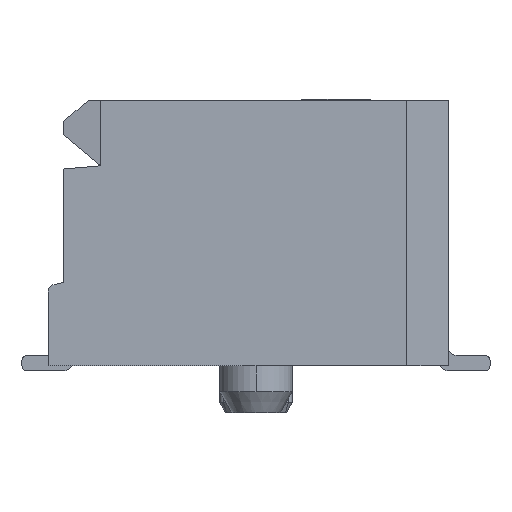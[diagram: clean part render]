
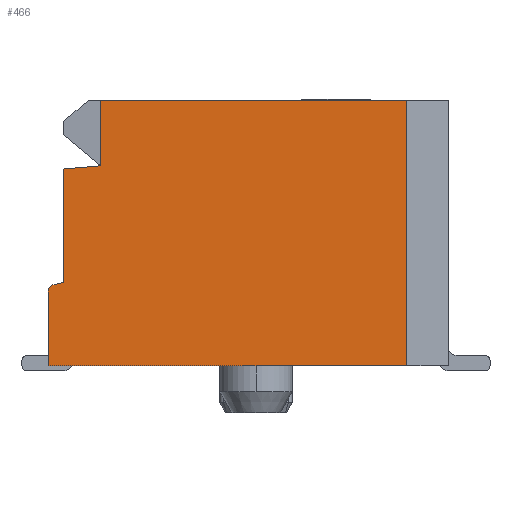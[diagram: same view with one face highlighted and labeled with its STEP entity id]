
A CAD part, front view. The second image highlights one B-rep face of the part: STEP entity #466.
In plain terms, the highlighted planar face has unit normal (0, -1, 0).
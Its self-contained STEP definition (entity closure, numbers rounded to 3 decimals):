
#121=CARTESIAN_POINT('',(0.,-5.505,0.1));
#122=VERTEX_POINT('',#121);
#282=CARTESIAN_POINT('',(-2.985,-5.505,3.945));
#283=VERTEX_POINT('',#282);
#284=CARTESIAN_POINT('',(-3.7,-5.505,3.882));
#285=VERTEX_POINT('',#284);
#286=CARTESIAN_POINT('',(-2.985,-5.505,3.945));
#287=DIRECTION('',(-0.996,0.0,-0.087));
#288=VECTOR('',#287,0.718);
#289=LINE('',#286,#288);
#290=EDGE_CURVE('',#283,#285,#289,.T.);
#354=CARTESIAN_POINT('',(-3.7,-5.505,1.7));
#355=VERTEX_POINT('',#354);
#362=CARTESIAN_POINT('',(-3.7,-5.505,3.882));
#363=DIRECTION('',(0.0,0.0,-1.0));
#364=VECTOR('',#363,2.182);
#365=LINE('',#362,#364);
#366=EDGE_CURVE('',#285,#355,#365,.T.);
#396=CARTESIAN_POINT('',(-4.345,-5.505,-0.155));
#397=DIRECTION('',(0.0,-1.0,0.0));
#398=DIRECTION('',(1.0,0.0,0.0));
#399=AXIS2_PLACEMENT_3D('',#396,#397,#398);
#400=PLANE('',#399);
#401=CARTESIAN_POINT('',(2.9,-5.505,5.2));
#402=VERTEX_POINT('',#401);
#403=CARTESIAN_POINT('',(-2.985,-5.505,5.2));
#404=VERTEX_POINT('',#403);
#405=CARTESIAN_POINT('',(2.9,-5.505,5.2));
#406=DIRECTION('',(-1.0,0.0,0.0));
#407=VECTOR('',#406,5.885);
#408=LINE('',#405,#407);
#409=EDGE_CURVE('',#402,#404,#408,.T.);
#410=ORIENTED_EDGE('',*,*,#409,.T.);
#411=CARTESIAN_POINT('',(-2.985,-5.505,5.2));
#412=DIRECTION('',(0.0,0.0,-1.0));
#413=VECTOR('',#412,1.255);
#414=LINE('',#411,#413);
#415=EDGE_CURVE('',#404,#283,#414,.T.);
#416=ORIENTED_EDGE('',*,*,#415,.T.);
#417=ORIENTED_EDGE('',*,*,#290,.T.);
#418=ORIENTED_EDGE('',*,*,#366,.T.);
#419=CARTESIAN_POINT('',(-3.881,-5.505,1.661));
#420=VERTEX_POINT('',#419);
#421=CARTESIAN_POINT('',(-3.7,-5.505,1.7));
#422=DIRECTION('',(-0.978,0.0,-0.208));
#423=VECTOR('',#422,0.185);
#424=LINE('',#421,#423);
#425=EDGE_CURVE('',#355,#420,#424,.T.);
#426=ORIENTED_EDGE('',*,*,#425,.T.);
#427=CARTESIAN_POINT('',(-4.,-5.505,1.515));
#428=VERTEX_POINT('',#427);
#429=CARTESIAN_POINT('',(-3.85,-5.505,1.515));
#430=DIRECTION('',(0.,-1.0,0.));
#431=DIRECTION('',(-0.208,0.,0.978));
#432=AXIS2_PLACEMENT_3D('',#429,#430,#431);
#433=CIRCLE('',#432,0.15);
#434=EDGE_CURVE('',#420,#428,#433,.T.);
#435=ORIENTED_EDGE('',*,*,#434,.T.);
#436=CARTESIAN_POINT('',(-4.,-5.505,0.1));
#437=VERTEX_POINT('',#436);
#438=CARTESIAN_POINT('',(-4.,-5.505,1.515));
#439=DIRECTION('',(0.0,0.0,-1.0));
#440=VECTOR('',#439,1.415);
#441=LINE('',#438,#440);
#442=EDGE_CURVE('',#428,#437,#441,.T.);
#443=ORIENTED_EDGE('',*,*,#442,.T.);
#444=CARTESIAN_POINT('',(-4.,-5.505,0.1));
#445=DIRECTION('',(1.0,0.0,0.0));
#446=VECTOR('',#445,4.0);
#447=LINE('',#444,#446);
#448=EDGE_CURVE('',#437,#122,#447,.T.);
#449=ORIENTED_EDGE('',*,*,#448,.T.);
#450=CARTESIAN_POINT('',(2.9,-5.505,0.1));
#451=VERTEX_POINT('',#450);
#452=CARTESIAN_POINT('',(0.,-5.505,0.1));
#453=DIRECTION('',(1.0,0.0,0.0));
#454=VECTOR('',#453,2.9);
#455=LINE('',#452,#454);
#456=EDGE_CURVE('',#122,#451,#455,.T.);
#457=ORIENTED_EDGE('',*,*,#456,.T.);
#458=CARTESIAN_POINT('',(2.9,-5.505,0.1));
#459=DIRECTION('',(0.0,0.0,1.0));
#460=VECTOR('',#459,5.1);
#461=LINE('',#458,#460);
#462=EDGE_CURVE('',#451,#402,#461,.T.);
#463=ORIENTED_EDGE('',*,*,#462,.T.);
#464=EDGE_LOOP('',(#410,#416,#417,#418,#426,#435,#443,#449,#457,#463));
#465=FACE_OUTER_BOUND('',#464,.T.);
#466=ADVANCED_FACE('',(#465),#400,.T.);
